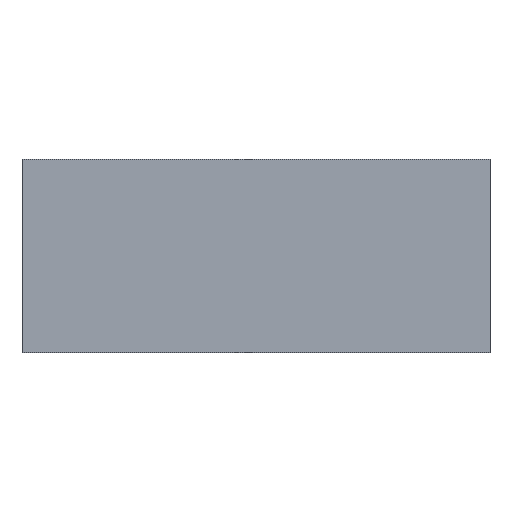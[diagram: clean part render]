
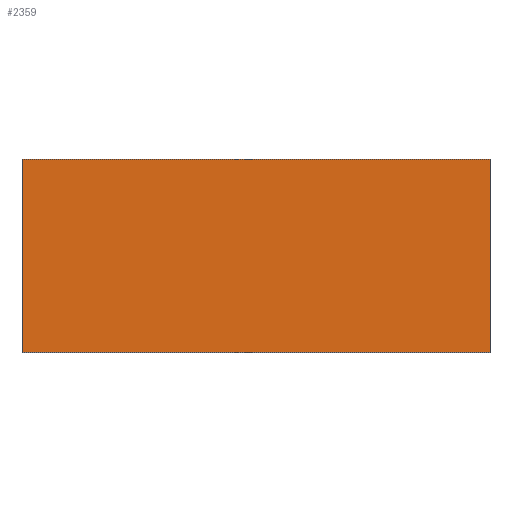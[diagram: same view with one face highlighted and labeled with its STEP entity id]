
A CAD part, top view. The second image highlights one B-rep face of the part: STEP entity #2359.
In plain terms, the highlighted planar face has unit normal (0, 0, 1).
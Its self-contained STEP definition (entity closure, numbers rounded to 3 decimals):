
#293=CARTESIAN_POINT('Vertex',(0.,28.3,14.9)) ;
#296=CARTESIAN_POINT('Line Origine',(34.29,28.3,14.9)) ;
#300=CARTESIAN_POINT('Vertex',(68.58,28.3,14.9)) ;
#626=CARTESIAN_POINT('Vertex',(68.58,0.,14.9)) ;
#629=CARTESIAN_POINT('Line Origine',(34.29,0.,14.9)) ;
#633=CARTESIAN_POINT('Vertex',(0.,0.,14.9)) ;
#2338=CARTESIAN_POINT('Axis2P3D Location',(0.,28.3,14.9)) ;
#2343=CARTESIAN_POINT('Line Origine',(68.58,14.15,14.9)) ;
#2348=CARTESIAN_POINT('Line Origine',(0.,14.15,14.9)) ;
#297=DIRECTION('Vector Direction',(1.,0.,0.)) ;
#630=DIRECTION('Vector Direction',(1.,0.,0.)) ;
#2339=DIRECTION('Axis2P3D Direction',(-0.,0.,1.)) ;
#2340=DIRECTION('Axis2P3D XDirection',(0.,-1.,0.)) ;
#2344=DIRECTION('Vector Direction',(0.,-1.,0.)) ;
#2349=DIRECTION('Vector Direction',(0.,-1.,0.)) ;
#2341=AXIS2_PLACEMENT_3D('Plane Axis2P3D',#2338,#2339,#2340) ;
#2354=ORIENTED_EDGE('',*,*,#2347,.T.) ;
#2355=ORIENTED_EDGE('',*,*,#302,.F.) ;
#2356=ORIENTED_EDGE('',*,*,#2352,.F.) ;
#2357=ORIENTED_EDGE('',*,*,#635,.T.) ;
#298=VECTOR('Line Direction',#297,1.) ;
#631=VECTOR('Line Direction',#630,1.) ;
#2345=VECTOR('Line Direction',#2344,1.) ;
#2350=VECTOR('Line Direction',#2349,1.) ;
#2359=ADVANCED_FACE('HOUSING',(#2358),#2342,.T.) ;
#302=EDGE_CURVE('',#294,#301,#299,.T.) ;
#635=EDGE_CURVE('',#634,#627,#632,.T.) ;
#2347=EDGE_CURVE('',#627,#301,#2346,.F.) ;
#2352=EDGE_CURVE('',#634,#294,#2351,.F.) ;
#2353=EDGE_LOOP('',(#2354,#2355,#2356,#2357)) ;
#2358=FACE_OUTER_BOUND('',#2353,.T.) ;
#299=LINE('Line',#296,#298) ;
#632=LINE('Line',#629,#631) ;
#2346=LINE('Line',#2343,#2345) ;
#2351=LINE('Line',#2348,#2350) ;
#2342=PLANE('',#2341) ;
#294=VERTEX_POINT('',#293) ;
#301=VERTEX_POINT('',#300) ;
#627=VERTEX_POINT('',#626) ;
#634=VERTEX_POINT('',#633) ;
